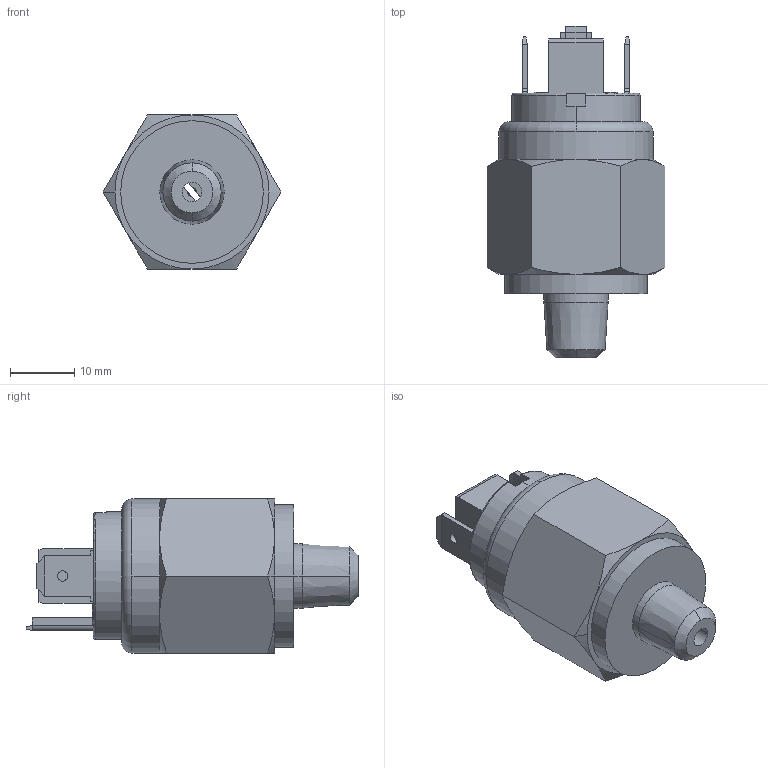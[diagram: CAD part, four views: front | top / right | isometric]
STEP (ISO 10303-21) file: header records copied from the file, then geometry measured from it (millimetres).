
FILE_DESCRIPTION (( 'STEP AP214' ), '1' );
FILE_NAME ('37.STEP', '2020-02-10T08:14:13', ( '' ), ( '' ), 'SwSTEP 2.0', 'SolidWorks 2019', '' );
FILE_SCHEMA (( 'AUTOMOTIVE_DESIGN' ));
Length unit declared in the file: millimetre
Products named in the file (1): 37
Bounding box: 27.71 x 51.7 x 24 mm (x, y, z)
Surface area: 5263.5 mm2 (no closed solid volume)
Topology: 0 solids, 8 shells, 264 faces, 963 edges, 683 vertices
Faces by surface type: plane 164, cylinder 46, bspline 26, cone 22, torus 6
Entity records: 17671 total; most frequent: CARTESIAN_POINT 6932, ORIENTED_EDGE 1510, DIRECTION 1492, EDGE_CURVE 963, VERTEX_POINT 683, LINE 648, VECTOR 648, AXIS2_PLACEMENT_3D 422
